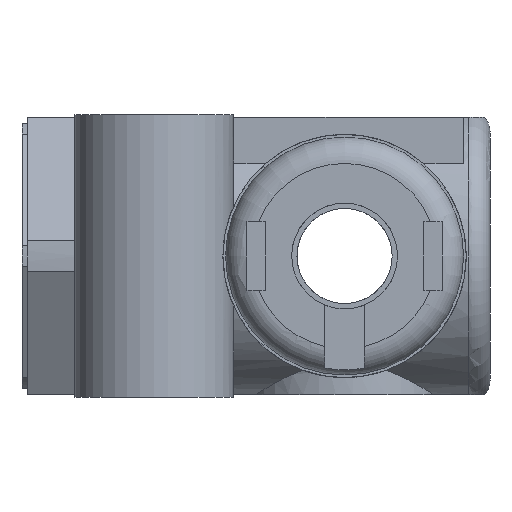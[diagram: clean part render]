
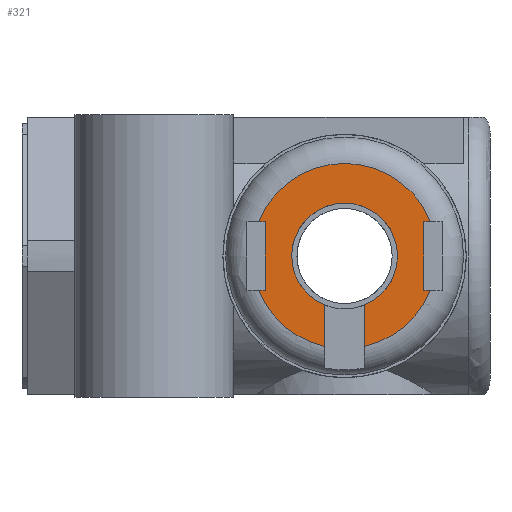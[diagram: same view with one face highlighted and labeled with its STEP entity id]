
A CAD part, left-side view. The second image highlights one B-rep face of the part: STEP entity #321.
In plain terms, the highlighted planar face has unit normal (-1, 0, 0).
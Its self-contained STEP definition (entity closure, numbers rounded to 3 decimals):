
#321 = ADVANCED_FACE( '', ( #687 ), #688, .F. );
#687 = FACE_OUTER_BOUND( '', #1119, .T. );
#688 = PLANE( '', #1120 );
#1119 = EDGE_LOOP( '', ( #1829, #1830, #1831, #1832, #1833, #1834, #1835, #1836, #1837, #1838, #1839, #1840 ) );
#1120 = AXIS2_PLACEMENT_3D( '', #1841, #1842, #1843 );
#1829 = ORIENTED_EDGE( '', *, *, #2580, .T. );
#1830 = ORIENTED_EDGE( '', *, *, #2581, .T. );
#1831 = ORIENTED_EDGE( '', *, *, #2442, .F. );
#1832 = ORIENTED_EDGE( '', *, *, #2456, .F. );
#1833 = ORIENTED_EDGE( '', *, *, #2576, .F. );
#1834 = ORIENTED_EDGE( '', *, *, #2582, .F. );
#1835 = ORIENTED_EDGE( '', *, *, #2438, .F. );
#1836 = ORIENTED_EDGE( '', *, *, #2458, .T. );
#1837 = ORIENTED_EDGE( '', *, *, #2337, .T. );
#1838 = ORIENTED_EDGE( '', *, *, #2583, .T. );
#1839 = ORIENTED_EDGE( '', *, *, #2434, .F. );
#1840 = ORIENTED_EDGE( '', *, *, #2584, .T. );
#1841 = CARTESIAN_POINT( '', ( 0., 0., 0. ) );
#1842 = DIRECTION( '', ( 1., 0., 0. ) );
#1843 = DIRECTION( '', ( 0., 0., -1. ) );
#2337 = EDGE_CURVE( '', #2715, #2716, #2717, .T. );
#2434 = EDGE_CURVE( '', #2884, #2886, #2887, .T. );
#2438 = EDGE_CURVE( '', #2892, #2894, #2895, .T. );
#2442 = EDGE_CURVE( '', #2900, #2880, #2902, .T. );
#2456 = EDGE_CURVE( '', #2923, #2900, #2925, .T. );
#2458 = EDGE_CURVE( '', #2892, #2715, #2927, .T. );
#2576 = EDGE_CURVE( '', #3104, #2923, #3106, .F. );
#2580 = EDGE_CURVE( '', #3110, #3111, #3112, .T. );
#2581 = EDGE_CURVE( '', #3111, #2880, #3113, .T. );
#2582 = EDGE_CURVE( '', #2894, #3104, #3114, .T. );
#2583 = EDGE_CURVE( '', #2716, #2886, #3115, .T. );
#2584 = EDGE_CURVE( '', #2884, #3110, #3116, .T. );
#2715 = VERTEX_POINT( '', #3274 );
#2716 = VERTEX_POINT( '', #3275 );
#2717 = LINE( '', #3276, #3277 );
#2880 = VERTEX_POINT( '', #3677 );
#2884 = VERTEX_POINT( '', #3695 );
#2886 = VERTEX_POINT( '', #3702 );
#2887 = CIRCLE( '', #3703, 3.5 );
#2892 = VERTEX_POINT( '', #3722 );
#2894 = VERTEX_POINT( '', #3729 );
#2895 = CIRCLE( '', #3730, 3.5 );
#2900 = VERTEX_POINT( '', #3740 );
#2902 = CIRCLE( '', #3747, 3.5 );
#2923 = VERTEX_POINT( '', #3826 );
#2925 = LINE( '', #3829, #3830 );
#2927 = LINE( '', #3832, #3833 );
#3104 = VERTEX_POINT( '', #4224 );
#3106 = CIRCLE( '', #4227, 2. );
#3110 = VERTEX_POINT( '', #4231 );
#3111 = VERTEX_POINT( '', #4232 );
#3112 = LINE( '', #4233, #4234 );
#3113 = LINE( '', #4235, #4236 );
#3114 = LINE( '', #4237, #4238 );
#3115 = LINE( '', #4239, #4240 );
#3116 = LINE( '', #4241, #4242 );
#3274 = CARTESIAN_POINT( '', ( 0., -3., -1.3 ) );
#3275 = CARTESIAN_POINT( '', ( 0., -3., 1.3 ) );
#3276 = CARTESIAN_POINT( '', ( 0., -3., -1.3 ) );
#3277 = VECTOR( '', #4443, 1000. );
#3677 = CARTESIAN_POINT( '', ( 0., 3.25, -1.3 ) );
#3695 = CARTESIAN_POINT( '', ( 0., 3.25, 1.3 ) );
#3702 = CARTESIAN_POINT( '', ( 0., -3.25, 1.3 ) );
#3703 = AXIS2_PLACEMENT_3D( '', #4559, #4560, #4561 );
#3722 = CARTESIAN_POINT( '', ( 0., -3.25, -1.3 ) );
#3729 = CARTESIAN_POINT( '', ( 0., -0.75, -3.419 ) );
#3730 = AXIS2_PLACEMENT_3D( '', #4562, #4563, #4564 );
#3740 = CARTESIAN_POINT( '', ( 0., 0.75, -3.419 ) );
#3747 = AXIS2_PLACEMENT_3D( '', #4568, #4569, #4570 );
#3826 = CARTESIAN_POINT( '', ( 0., 0.75, -1.854 ) );
#3829 = CARTESIAN_POINT( '', ( 0., 0.75, 0. ) );
#3830 = VECTOR( '', #4586, 1000. );
#3832 = CARTESIAN_POINT( '', ( 0., -3.7, -1.3 ) );
#3833 = VECTOR( '', #4587, 1000. );
#4224 = CARTESIAN_POINT( '', ( 0., -0.75, -1.854 ) );
#4227 = AXIS2_PLACEMENT_3D( '', #4742, #4743, #4744 );
#4231 = CARTESIAN_POINT( '', ( 0., 3., 1.3 ) );
#4232 = CARTESIAN_POINT( '', ( 0., 3., -1.3 ) );
#4233 = CARTESIAN_POINT( '', ( 0., 3., 1.3 ) );
#4234 = VECTOR( '', #4745, 1000. );
#4235 = CARTESIAN_POINT( '', ( 0., 3., -1.3 ) );
#4236 = VECTOR( '', #4746, 1000. );
#4237 = CARTESIAN_POINT( '', ( 0., -0.75, -4.69 ) );
#4238 = VECTOR( '', #4747, 1000. );
#4239 = CARTESIAN_POINT( '', ( 0., -3., 1.3 ) );
#4240 = VECTOR( '', #4748, 1000. );
#4241 = CARTESIAN_POINT( '', ( 0., 3.7, 1.3 ) );
#4242 = VECTOR( '', #4749, 1000. );
#4443 = DIRECTION( '', ( 0., 0., 1. ) );
#4559 = CARTESIAN_POINT( '', ( 0., 0., 0. ) );
#4560 = DIRECTION( '', ( 1., 0., 0. ) );
#4561 = DIRECTION( '', ( 0., 0., -1. ) );
#4562 = CARTESIAN_POINT( '', ( 0., 0., 0. ) );
#4563 = DIRECTION( '', ( 1., 0., 0. ) );
#4564 = DIRECTION( '', ( 0., 0., -1. ) );
#4568 = CARTESIAN_POINT( '', ( 0., 0., 0. ) );
#4569 = DIRECTION( '', ( 1., 0., 0. ) );
#4570 = DIRECTION( '', ( 0., 0., -1. ) );
#4586 = DIRECTION( '', ( 0., 0., -1. ) );
#4587 = DIRECTION( '', ( 0., 1., 0. ) );
#4742 = CARTESIAN_POINT( '', ( 0., 0., 0. ) );
#4743 = DIRECTION( '', ( 1., 0., 0. ) );
#4744 = DIRECTION( '', ( 0., 0., -1. ) );
#4745 = DIRECTION( '', ( 0., 0., -1. ) );
#4746 = DIRECTION( '', ( 0., 1., 0. ) );
#4747 = DIRECTION( '', ( 0., 0., 1. ) );
#4748 = DIRECTION( '', ( 0., -1., 0. ) );
#4749 = DIRECTION( '', ( 0., -1., 0. ) );
